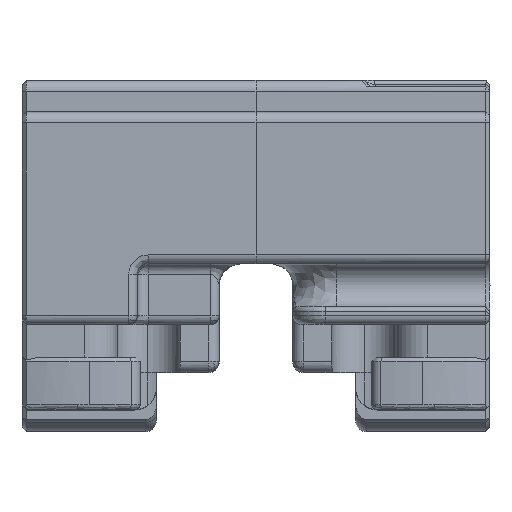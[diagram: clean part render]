
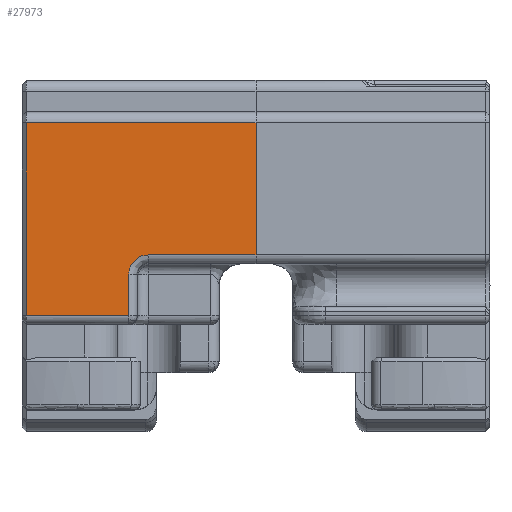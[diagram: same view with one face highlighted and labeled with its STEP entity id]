
A CAD part, top view. The second image highlights one B-rep face of the part: STEP entity #27973.
In plain terms, the highlighted planar face has unit normal (0, 0, 1).
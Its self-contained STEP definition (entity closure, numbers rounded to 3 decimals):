
#97 = CARTESIAN_POINT ( 'NONE',  ( -21.2, 8.6, 27.747 ) ) ;
#664 = CARTESIAN_POINT ( 'NONE',  ( -20., 26.4, 27.747 ) ) ;
#1568 = CARTESIAN_POINT ( 'NONE',  ( -9.95, 14.2, 27.747 ) ) ;
#2176 = VERTEX_POINT ( 'NONE', #23827 ) ;
#2240 = ORIENTED_EDGE ( 'NONE', *, *, #11834, .F. ) ;
#3699 = CARTESIAN_POINT ( 'NONE',  ( -20., 8.3, 27.747 ) ) ;
#3936 = EDGE_CURVE ( 'NONE', #5753, #15636, #6586, .T. ) ;
#4766 = CARTESIAN_POINT ( 'NONE',  ( -9.95, 14.2, 27.747 ) ) ;
#5368 = CARTESIAN_POINT ( 'NONE',  ( -20., 8.6, 27.747 ) ) ;
#5753 = VERTEX_POINT ( 'NONE', #6508 ) ;
#6265 = CARTESIAN_POINT ( 'NONE',  ( -11.75, 12.4, 27.747 ) ) ;
#6508 = CARTESIAN_POINT ( 'NONE',  ( 0., 14.2, 27.747 ) ) ;
#6564 = EDGE_CURVE ( 'NONE', #15636, #21050, #10555, .T. ) ;
#6586 = LINE ( 'NONE', #13148, #14453 ) ;
#6587 = CARTESIAN_POINT ( 'NONE',  ( -11.75, 13.454, 27.747 ) ) ;
#7928 = CARTESIAN_POINT ( 'NONE',  ( -11.75, 12.4, 27.747 ) ) ;
#7939 = VECTOR ( 'NONE', #18476, 1000. ) ;
#8291 = CARTESIAN_POINT ( 'NONE',  ( -21.2, 26.4, 27.747 ) ) ;
#9190 = VECTOR ( 'NONE', #15166, 1000. ) ;
#10523 = EDGE_CURVE ( 'NONE', #27992, #29819, #22482, .T. ) ;
#10555 =( BOUNDED_CURVE ( )  B_SPLINE_CURVE ( 3, ( #1568, #18157, #6587, #6265 ),
 .UNSPECIFIED., .F., .T. ) 
 B_SPLINE_CURVE_WITH_KNOTS ( ( 4, 4 ),
 ( 0., 1. ),
 .UNSPECIFIED. ) 
 CURVE ( )  GEOMETRIC_REPRESENTATION_ITEM ( )  RATIONAL_B_SPLINE_CURVE ( ( 1., 0.805, 0.805, 1. ) ) 
 REPRESENTATION_ITEM ( '' )  );
#10747 = EDGE_CURVE ( 'NONE', #29819, #2176, #27117, .T. ) ;
#10911 = VECTOR ( 'NONE', #22323, 1000. ) ;
#11834 = EDGE_CURVE ( 'NONE', #2176, #5753, #28188, .T. ) ;
#12794 = CARTESIAN_POINT ( 'NONE',  ( -21.2, 5.6, 27.747 ) ) ;
#12939 = EDGE_LOOP ( 'NONE', ( #2240, #26972, #14002, #27782, #21806, #18608, #14675 ) ) ;
#13148 = CARTESIAN_POINT ( 'NONE',  ( -20., 14.2, 27.747 ) ) ;
#13518 = DIRECTION ( 'NONE',  ( 0., -1., 0. ) ) ;
#14002 = ORIENTED_EDGE ( 'NONE', *, *, #10523, .F. ) ;
#14395 = AXIS2_PLACEMENT_3D ( 'NONE', #3699, #15741, #25271 ) ;
#14453 = VECTOR ( 'NONE', #30033, 1000. ) ;
#14675 = ORIENTED_EDGE ( 'NONE', *, *, #3936, .F. ) ;
#15166 = DIRECTION ( 'NONE',  ( 0., -1., 0. ) ) ;
#15321 = CARTESIAN_POINT ( 'NONE',  ( -11.75, 8.3, 27.747 ) ) ;
#15586 = FACE_OUTER_BOUND ( 'NONE', #12939, .T. ) ;
#15636 = VERTEX_POINT ( 'NONE', #4766 ) ;
#15741 = DIRECTION ( 'NONE',  ( 0., 0., -1. ) ) ;
#17414 = LINE ( 'NONE', #5368, #26294 ) ;
#17453 = EDGE_CURVE ( 'NONE', #20621, #27992, #17414, .T. ) ;
#17833 = VECTOR ( 'NONE', #13518, 1000. ) ;
#18157 = CARTESIAN_POINT ( 'NONE',  ( -11.004, 14.2, 27.747 ) ) ;
#18476 = DIRECTION ( 'NONE',  ( 1., 0., 0. ) ) ;
#18608 = ORIENTED_EDGE ( 'NONE', *, *, #6564, .F. ) ;
#20621 = VERTEX_POINT ( 'NONE', #24436 ) ;
#21050 = VERTEX_POINT ( 'NONE', #7928 ) ;
#21806 = ORIENTED_EDGE ( 'NONE', *, *, #22751, .F. ) ;
#22323 = DIRECTION ( 'NONE',  ( 0., 1., 0. ) ) ;
#22482 = LINE ( 'NONE', #12794, #10911 ) ;
#22751 = EDGE_CURVE ( 'NONE', #21050, #20621, #29551, .T. ) ;
#23827 = CARTESIAN_POINT ( 'NONE',  ( 0., 26.4, 27.747 ) ) ;
#24436 = CARTESIAN_POINT ( 'NONE',  ( -11.75, 8.6, 27.747 ) ) ;
#25114 = PLANE ( 'NONE',  #14395 ) ;
#25271 = DIRECTION ( 'NONE',  ( 0., 1., 0. ) ) ;
#25555 = CARTESIAN_POINT ( 'NONE',  ( 0., 8.3, 27.747 ) ) ;
#26294 = VECTOR ( 'NONE', #26791, 1000. ) ;
#26791 = DIRECTION ( 'NONE',  ( -1., 0., 0. ) ) ;
#26972 = ORIENTED_EDGE ( 'NONE', *, *, #10747, .F. ) ;
#27117 = LINE ( 'NONE', #664, #7939 ) ;
#27782 = ORIENTED_EDGE ( 'NONE', *, *, #17453, .F. ) ;
#27973 = ADVANCED_FACE ( 'NONE', ( #15586 ), #25114, .F. ) ;
#27992 = VERTEX_POINT ( 'NONE', #97 ) ;
#28188 = LINE ( 'NONE', #25555, #17833 ) ;
#29551 = LINE ( 'NONE', #15321, #9190 ) ;
#29819 = VERTEX_POINT ( 'NONE', #8291 ) ;
#30033 = DIRECTION ( 'NONE',  ( -1., 0., 0. ) ) ;
